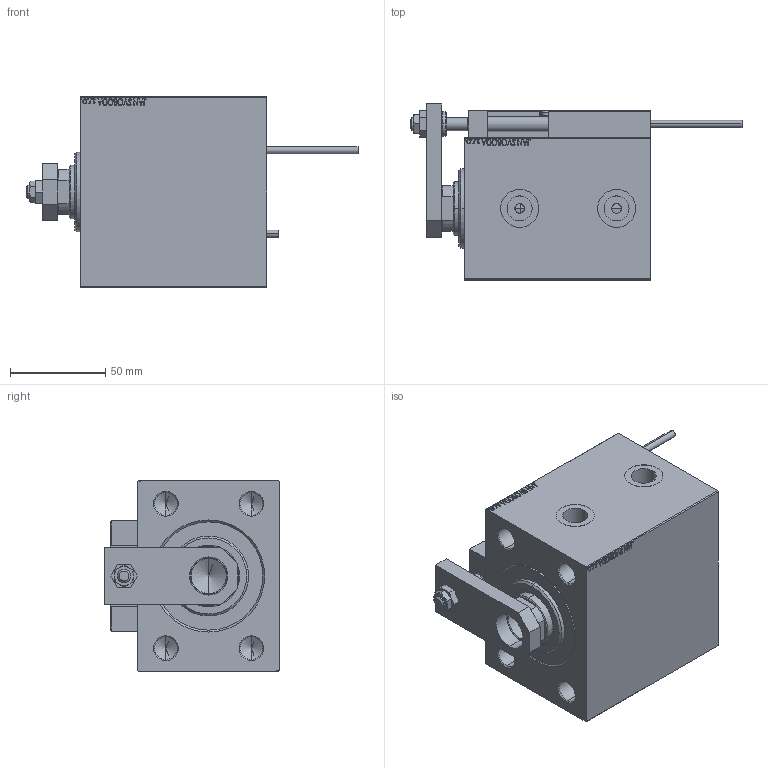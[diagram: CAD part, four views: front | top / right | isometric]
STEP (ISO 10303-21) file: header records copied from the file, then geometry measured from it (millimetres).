
FILE_DESCRIPTION (( 'STEP AP203' ), '1' );
FILE_NAME ('02e3.STEP', '2022-04-17T07:48:15', ( '' ), ( '' ), 'SwSTEP 2.0', 'SolidWorks 2019', '' );
FILE_SCHEMA (( 'CONFIG_CONTROL_DESIGN' ));
Length unit declared in the file: millimetre
Products named in the file (16): V450CM_B_Body fd6063a244fe958f182b021d375d4733; ZARAZKA fd6063a244fe958f182b021d375d4733; SWITCH_X_FRONT_BACK fd6063a244fe958f182b021d375d4733; NUT_D12 fd6063a244fe958f182b021d375d4733; MAGNET fd6063a244fe958f182b021d375d4733; V450CM_VC_B fd6063a244fe958f182b021d375d4733; 02e3; KONCOVKA fd6063a244fe958f182b021d375d4733; Block fd6063a244fe958f182b021d375d4733; V450CM_B_VCP fd6063a244fe958f182b021d375d4733; ALLEN BOLT D8 fd6063a244fe958f182b021d375d4733; TYC_L79 fd6063a244fe958f182b021d375d4733; SWITCH DIM B,W fd6063a244fe958f182b021d375d4733; ALLEN BOLT D5 fd6063a244fe958f182b021d375d4733; SWITCH X fd6063a244fe958f182b021d375d4733; NUT_D10 fd6063a244fe958f182b021d375d4733
Assembly tree (25 placements, depth 3):
  02e3
    V450CM_B_Body fd6063a244fe958f182b021d375d4733
    V450CM_B_VCP fd6063a244fe958f182b021d375d4733
    SWITCH X fd6063a244fe958f182b021d375d4733
      SWITCH_X_FRONT_BACK fd6063a244fe958f182b021d375d4733  x2
      TYC_L79 fd6063a244fe958f182b021d375d4733
      Block fd6063a244fe958f182b021d375d4733  x2
      ALLEN BOLT D5 fd6063a244fe958f182b021d375d4733  x4
      ALLEN BOLT D8 fd6063a244fe958f182b021d375d4733  x4
      MAGNET fd6063a244fe958f182b021d375d4733  x2
      KONCOVKA fd6063a244fe958f182b021d375d4733  x2
    NUT_D10 fd6063a244fe958f182b021d375d4733
    NUT_D12 fd6063a244fe958f182b021d375d4733
    SWITCH DIM B,W fd6063a244fe958f182b021d375d4733
    ZARAZKA fd6063a244fe958f182b021d375d4733
    V450CM_VC_B fd6063a244fe958f182b021d375d4733
Bounding box: 174.7 x 92.5 x 100 mm (x, y, z)
Volume: 730989.3 mm3; surface area: 126262.6 mm2
Topology: 24 solids, 24 shells, 1338 faces, 3204 edges, 2030 vertices
Faces by surface type: plane 567, bspline 380, cylinder 198, cone 145, torus 44, sphere 4
Entity records: 52047 total; most frequent: CARTESIAN_POINT 26490, ORIENTED_EDGE 5396, DIRECTION 3711, EDGE_CURVE 2698, VERTEX_POINT 1754, LINE 1545, VECTOR 1545, EDGE_LOOP 1250
